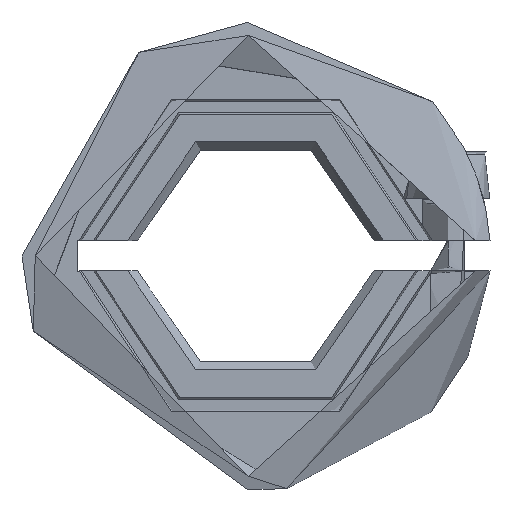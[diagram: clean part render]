
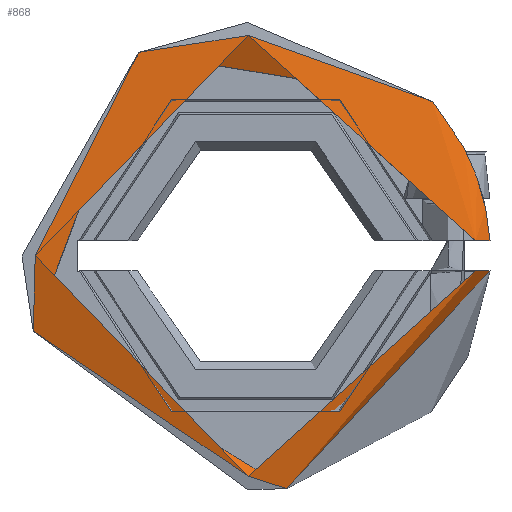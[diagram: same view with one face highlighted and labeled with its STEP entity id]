
A CAD part, top view. The second image highlights one B-rep face of the part: STEP entity #868.
In plain terms, the highlighted toroidal (fillet/blend) face has major radius 11.738 mm and minor radius 0.762 mm.
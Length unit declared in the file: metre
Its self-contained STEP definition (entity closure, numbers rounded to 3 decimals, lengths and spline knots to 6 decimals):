
#155=TOROIDAL_SURFACE('',#938,0.011738,0.000762);
#176=B_SPLINE_CURVE_WITH_KNOTS('',3,(#2663,#2664,#2665,#2666,#2667,#2668,
#2669,#2670,#2671,#2672),.UNSPECIFIED.,.F.,.F.,(4,2,2,2,4),(-0.451925,
-0.423732,-0.39551,-0.367248,-0.338951),
 .UNSPECIFIED.);
#183=B_SPLINE_CURVE_WITH_KNOTS('',3,(#2789,#2790,#2791,#2792,#2793,#2794,
#2795,#2796,#2797,#2798),.UNSPECIFIED.,.F.,.F.,(4,2,2,2,4),(-0.451925,
-0.423732,-0.39551,-0.367248,-0.338951),
 .UNSPECIFIED.);
#190=B_SPLINE_CURVE_WITH_KNOTS('',3,(#2921,#2922,#2923,#2924,#2925,#2926,
#2927,#2928,#2929,#2930,#2931,#2932,#2933,#2934,#2935,#2936),
 .UNSPECIFIED.,.F.,.F.,(4,2,2,2,2,2,2,4),(0.,0.08016,
0.110434,0.129404,0.146787,0.169426,
0.218697,0.287869),.UNSPECIFIED.);
#230=FACE_OUTER_BOUND('',#289,.T.);
#289=EDGE_LOOP('',(#688,#689,#690,#691,#692,#693));
#328=CIRCLE('',#915,0.0125);
#330=CIRCLE('',#919,0.0125);
#336=CIRCLE('',#939,0.011738);
#366=VERTEX_POINT('',#2660);
#367=VERTEX_POINT('',#2662);
#381=VERTEX_POINT('',#2736);
#390=VERTEX_POINT('',#2787);
#394=VERTEX_POINT('',#2832);
#398=VERTEX_POINT('',#2920);
#452=EDGE_CURVE('',#366,#367,#176,.T.);
#478=EDGE_CURVE('',#381,#390,#183,.T.);
#484=EDGE_CURVE('',#394,#381,#328,.T.);
#488=EDGE_CURVE('',#394,#398,#190,.T.);
#493=EDGE_CURVE('',#398,#366,#330,.T.);
#518=EDGE_CURVE('',#390,#367,#336,.T.);
#688=ORIENTED_EDGE('',*,*,#488,.F.);
#689=ORIENTED_EDGE('',*,*,#484,.T.);
#690=ORIENTED_EDGE('',*,*,#478,.T.);
#691=ORIENTED_EDGE('',*,*,#518,.T.);
#692=ORIENTED_EDGE('',*,*,#452,.F.);
#693=ORIENTED_EDGE('',*,*,#493,.F.);
#868=ADVANCED_FACE('',(#230),#155,.T.);
#915=AXIS2_PLACEMENT_3D('',#2853,#1028,#1029);
#919=AXIS2_PLACEMENT_3D('',#2950,#1038,#1039);
#938=AXIS2_PLACEMENT_3D('',#3002,#1095,#1096);
#939=AXIS2_PLACEMENT_3D('',#3003,#1097,#1098);
#1028=DIRECTION('center_axis',(0.,0.,1.));
#1029=DIRECTION('ref_axis',(-1.,0.,0.));
#1038=DIRECTION('center_axis',(0.,0.,-1.));
#1039=DIRECTION('ref_axis',(0.887,0.463,0.));
#1095=DIRECTION('center_axis',(0.,0.,1.));
#1096=DIRECTION('ref_axis',(1.,0.,0.));
#1097=DIRECTION('center_axis',(0.,0.,-1.));
#1098=DIRECTION('ref_axis',(0.998,-0.068,0.));
#2660=CARTESIAN_POINT('',(0.023006,0.038691,0.069871));
#2662=CARTESIAN_POINT('',(0.022242,0.038691,0.070633));
#2663=CARTESIAN_POINT('Ctrl Pts',(0.023006,0.038691,0.069871));
#2664=CARTESIAN_POINT('Ctrl Pts',(0.023006,0.038691,0.069965));
#2665=CARTESIAN_POINT('Ctrl Pts',(0.022984,0.038691,0.070075));
#2666=CARTESIAN_POINT('Ctrl Pts',(0.022912,0.038691,0.070249));
#2667=CARTESIAN_POINT('Ctrl Pts',(0.022849,0.038691,0.070343));
#2668=CARTESIAN_POINT('Ctrl Pts',(0.022716,0.038691,0.070476));
#2669=CARTESIAN_POINT('Ctrl Pts',(0.022622,0.038691,0.070538));
#2670=CARTESIAN_POINT('Ctrl Pts',(0.022448,0.038691,0.070611));
#2671=CARTESIAN_POINT('Ctrl Pts',(0.022337,0.038691,0.070633));
#2672=CARTESIAN_POINT('Ctrl Pts',(0.022242,0.038691,0.070633));
#2736=CARTESIAN_POINT('',(0.023006,0.03709,0.069871));
#2787=CARTESIAN_POINT('',(0.022242,0.03709,0.070633));
#2789=CARTESIAN_POINT('Ctrl Pts',(0.023006,0.03709,0.069871));
#2790=CARTESIAN_POINT('Ctrl Pts',(0.023006,0.03709,0.069965));
#2791=CARTESIAN_POINT('Ctrl Pts',(0.022984,0.03709,0.070075));
#2792=CARTESIAN_POINT('Ctrl Pts',(0.022912,0.03709,0.070249));
#2793=CARTESIAN_POINT('Ctrl Pts',(0.022849,0.03709,0.070343));
#2794=CARTESIAN_POINT('Ctrl Pts',(0.022716,0.03709,0.070476));
#2795=CARTESIAN_POINT('Ctrl Pts',(0.022622,0.03709,0.070538));
#2796=CARTESIAN_POINT('Ctrl Pts',(0.022448,0.03709,0.070611));
#2797=CARTESIAN_POINT('Ctrl Pts',(0.022337,0.03709,0.070633));
#2798=CARTESIAN_POINT('Ctrl Pts',(0.022242,0.03709,0.070633));
#2832=CARTESIAN_POINT('',(0.01995,0.046109,0.069871));
#2853=CARTESIAN_POINT('Origin',(0.010532,0.037891,0.069871));
#2920=CARTESIAN_POINT('',(0.021613,0.043674,0.069871));
#2921=CARTESIAN_POINT('Ctrl Pts',(0.01995,0.046109,
0.069871));
#2922=CARTESIAN_POINT('Ctrl Pts',(0.02012,0.045914,
0.069934));
#2923=CARTESIAN_POINT('Ctrl Pts',(0.020291,0.045695,
0.069975));
#2924=CARTESIAN_POINT('Ctrl Pts',(0.020513,0.045397,
0.070006));
#2925=CARTESIAN_POINT('Ctrl Pts',(0.020573,0.045314,
0.070012));
#2926=CARTESIAN_POINT('Ctrl Pts',(0.020671,0.045177,
0.070018));
#2927=CARTESIAN_POINT('Ctrl Pts',(0.020708,0.045124,
0.070019));
#2928=CARTESIAN_POINT('Ctrl Pts',(0.02078,0.045022,
0.07002));
#2929=CARTESIAN_POINT('Ctrl Pts',(0.020814,0.044973,
0.07002));
#2930=CARTESIAN_POINT('Ctrl Pts',(0.020892,0.044859,
0.070018));
#2931=CARTESIAN_POINT('Ctrl Pts',(0.020936,0.044795,
0.070016));
#2932=CARTESIAN_POINT('Ctrl Pts',(0.021074,0.044587,
0.070004));
#2933=CARTESIAN_POINT('Ctrl Pts',(0.021167,0.044443,
0.069991));
#2934=CARTESIAN_POINT('Ctrl Pts',(0.021383,0.044093,
0.069947));
#2935=CARTESIAN_POINT('Ctrl Pts',(0.021503,0.043886,
0.069912));
#2936=CARTESIAN_POINT('Ctrl Pts',(0.021613,0.043674,
0.069871));
#2950=CARTESIAN_POINT('Origin',(0.010532,0.037891,0.069871));
#3002=CARTESIAN_POINT('Origin',(0.010532,0.037891,0.069871));
#3003=CARTESIAN_POINT('Origin',(0.010532,0.037891,0.070633));
